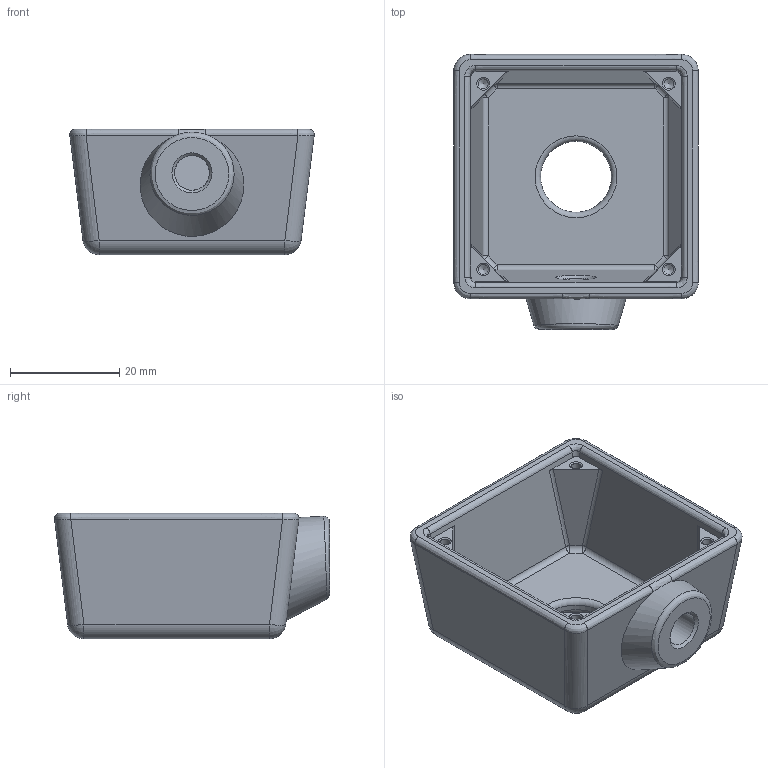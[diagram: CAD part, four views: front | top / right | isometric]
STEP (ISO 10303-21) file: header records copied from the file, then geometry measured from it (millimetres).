
FILE_DESCRIPTION(('FreeCAD Model'),'2;1');
FILE_NAME('camera_case_rev0.1_final_last_export_forreal.step','2020-08-23T20:54:28',('Author'),(''), 'Open CASCADE STEP processor 7.3','FreeCAD','Unknown');
FILE_SCHEMA(('AUTOMOTIVE_DESIGN { 1 0 10303 214 1 1 1 1 }'));
Length unit declared in the file: millimetre
Products named in the file (1): Fillet004
Bounding box: 44.78 x 50.39 x 23 mm (x, y, z)
Volume: 15243.3 mm3; surface area: 9840.2 mm2
Topology: 1 solids, 1 shells, 98 faces, 234 edges, 131 vertices
Faces by surface type: bspline 57, sphere 12, plane 8, torus 6, cylinder 6, cone 5, offset 4
Full cylindrical faces by diameter (mm): 1.85 x4, 6.35 x1, 13 x1
Entity records: 14352 total; most frequent: CARTESIAN_POINT 10784, ORIENTED_EDGE 444, PCURVE 444, DEFINITIONAL_REPRESENTATION 444, DIRECTION 377, B_SPLINE_CURVE_WITH_KNOTS 352, EDGE_CURVE 222, SURFACE_CURVE 202
